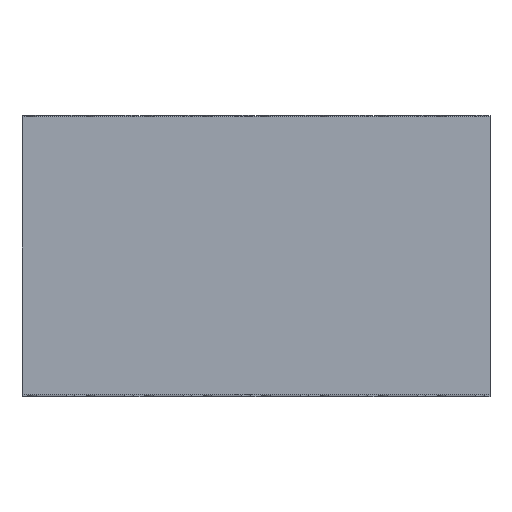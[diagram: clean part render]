
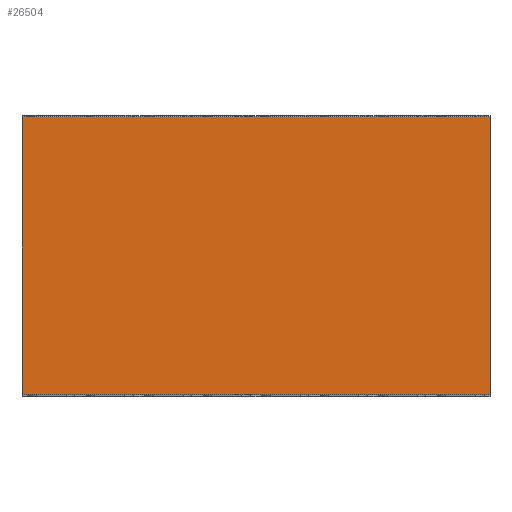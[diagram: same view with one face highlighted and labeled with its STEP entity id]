
A CAD part, top view. The second image highlights one B-rep face of the part: STEP entity #26504.
In plain terms, the highlighted face is planar.
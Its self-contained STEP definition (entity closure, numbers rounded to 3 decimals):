
#26153=DIRECTION('',(1.,0.,0.));
#26154=VECTOR('',#26153,59.4);
#26155=CARTESIAN_POINT('',(-29.7,1.5,50.));
#26156=LINE('',#26155,#26154);
#26161=DIRECTION('',(1.,0.,0.));
#26162=VECTOR('',#26161,59.4);
#26163=CARTESIAN_POINT('',(-29.7,1.5,-50.));
#26164=LINE('',#26163,#26162);
#26165=DIRECTION('',(0.,0.,1.));
#26166=VECTOR('',#26165,100.);
#26167=CARTESIAN_POINT('',(29.7,1.5,-50.));
#26168=LINE('',#26167,#26166);
#26173=DIRECTION('',(0.,0.,1.));
#26174=VECTOR('',#26173,100.);
#26175=CARTESIAN_POINT('',(-29.7,1.5,-50.));
#26176=LINE('',#26175,#26174);
#26337=CARTESIAN_POINT('',(29.7,1.5,-50.));
#26338=CARTESIAN_POINT('',(29.7,1.5,50.));
#26339=VERTEX_POINT('',#26337);
#26340=VERTEX_POINT('',#26338);
#26341=CARTESIAN_POINT('',(-29.7,1.5,-50.));
#26342=CARTESIAN_POINT('',(-29.7,1.5,50.));
#26343=VERTEX_POINT('',#26341);
#26344=VERTEX_POINT('',#26342);
#26492=CARTESIAN_POINT('',(-28.2,1.5,-50.));
#26493=DIRECTION('',(0.,1.,0.));
#26494=DIRECTION('',(-1.,0.,0.));
#26495=AXIS2_PLACEMENT_3D('',#26492,#26493,#26494);
#26496=PLANE('',#26495);
#26497=ORIENTED_EDGE('',*,*,#26474,.F.);
#26499=ORIENTED_EDGE('',*,*,#26498,.F.);
#26500=ORIENTED_EDGE('',*,*,#26378,.T.);
#26501=ORIENTED_EDGE('',*,*,#26487,.T.);
#26502=EDGE_LOOP('',(#26497,#26499,#26500,#26501));
#26503=FACE_OUTER_BOUND('',#26502,.F.);
#26378=EDGE_CURVE('',#26343,#26339,#26164,.T.);
#26474=EDGE_CURVE('',#26344,#26340,#26156,.T.);
#26487=EDGE_CURVE('',#26339,#26340,#26168,.T.);
#26498=EDGE_CURVE('',#26343,#26344,#26176,.T.);
#26504=ADVANCED_FACE('',(#26503),#26496,.T.);
